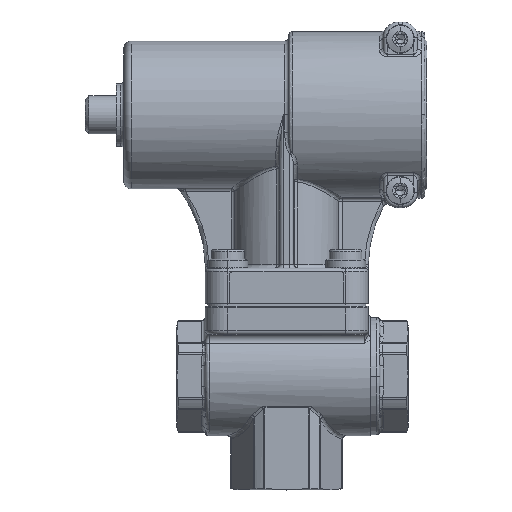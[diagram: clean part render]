
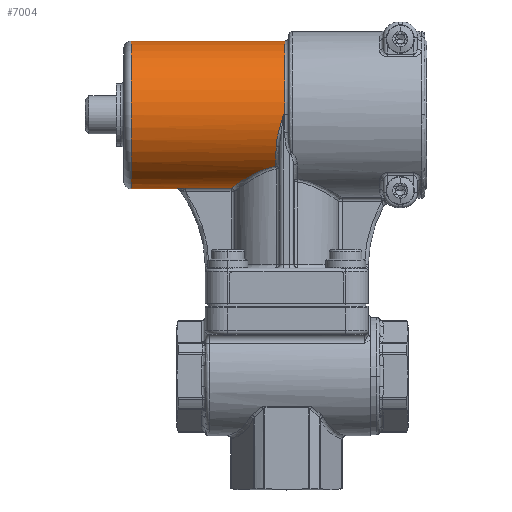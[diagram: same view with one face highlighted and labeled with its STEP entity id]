
A CAD part, top view. The second image highlights one B-rep face of the part: STEP entity #7004.
In plain terms, the highlighted cylindrical face has radius 19.5 mm (diameter 39 mm), a partial arc.
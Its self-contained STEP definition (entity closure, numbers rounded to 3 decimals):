
#1439=DIRECTION('',(0.,1.,0.));
#1440=VECTOR('',#1439,12.018);
#1441=CARTESIAN_POINT('',(-2.854,-26.715,
19.29));
#1442=LINE('',#1441,#1440);
#1464=CARTESIAN_POINT('',(-0.951,-29.022,
19.477));
#1465=CARTESIAN_POINT('',(-1.077,-29.027,
19.471));
#1466=CARTESIAN_POINT('',(-1.325,-29.006,
19.456));
#1467=CARTESIAN_POINT('',(-1.696,-28.882,
19.427));
#1468=CARTESIAN_POINT('',(-2.052,-28.655,
19.393));
#1469=CARTESIAN_POINT('',(-2.371,-28.321,
19.356));
#1470=CARTESIAN_POINT('',(-2.63,-27.885,
19.322));
#1471=CARTESIAN_POINT('',(-2.809,-27.342,
19.297));
#1472=CARTESIAN_POINT('',(-2.854,-26.933,
19.29));
#1473=CARTESIAN_POINT('',(-2.854,-26.715,
19.29));
#1773=DIRECTION('',(0.,-1.,0.));
#1774=VECTOR('',#1773,0.293);
#1775=CARTESIAN_POINT('',(-19.5,-0.5,0.));
#1776=LINE('',#1775,#1774);
#1805=CARTESIAN_POINT('',(-19.5,-0.793,0.));
#1812=CARTESIAN_POINT('',(-17.682,-2.791,
8.222));
#1813=CARTESIAN_POINT('',(-17.758,-2.788,
8.058));
#1814=CARTESIAN_POINT('',(-17.914,-2.771,
7.712));
#1815=CARTESIAN_POINT('',(-18.151,-2.713,
7.136));
#1816=CARTESIAN_POINT('',(-18.39,-2.619,
6.499));
#1817=CARTESIAN_POINT('',(-18.623,-2.486,
5.8));
#1818=CARTESIAN_POINT('',(-18.846,-2.313,
5.033));
#1819=CARTESIAN_POINT('',(-19.053,-2.094,
4.183));
#1820=CARTESIAN_POINT('',(-19.236,-1.828,
3.246));
#1821=CARTESIAN_POINT('',(-19.381,-1.518,
2.233));
#1822=CARTESIAN_POINT('',(-19.477,-1.171,
1.15));
#1823=CARTESIAN_POINT('',(-19.5,-0.921,
0.39));
#1824=CARTESIAN_POINT('',(-19.5,-0.793,0.));
#1826=CARTESIAN_POINT('',(-13.987,-2.963,
13.587));
#1827=CARTESIAN_POINT('',(-14.496,-2.94,
13.063));
#1828=CARTESIAN_POINT('',(-15.454,-2.895,
11.959));
#1829=CARTESIAN_POINT('',(-16.697,-2.837,
10.151));
#1830=CARTESIAN_POINT('',(-17.378,-2.805,
8.875));
#1831=CARTESIAN_POINT('',(-17.682,-2.791,
8.222));
#1855=CARTESIAN_POINT('',(0.,-0.5,0.));
#1856=DIRECTION('',(0.,-1.,0.));
#1857=DIRECTION('',(-1.,0.,0.));
#1858=AXIS2_PLACEMENT_3D('',#1855,#1856,#1857);
#1865=DIRECTION('',(0.,1.,0.));
#1866=VECTOR('',#1865,40.5);
#1867=CARTESIAN_POINT('',(0.,-41.,-19.5));
#1868=LINE('',#1867,#1866);
#1869=DIRECTION('',(0.,1.,0.));
#1870=VECTOR('',#1869,11.995);
#1871=CARTESIAN_POINT('',(0.,-41.,19.5));
#1872=LINE('',#1871,#1870);
#1888=CARTESIAN_POINT('',(0.,-41.,0.));
#1889=DIRECTION('',(0.,1.,0.));
#1890=DIRECTION('',(0.,0.,-1.));
#1891=AXIS2_PLACEMENT_3D('',#1888,#1889,#1890);
#2029=CARTESIAN_POINT('',(0.,-29.005,
19.5));
#2030=CARTESIAN_POINT('',(-0.159,-29.005,
19.5));
#2031=CARTESIAN_POINT('',(-0.476,-29.008,
19.496));
#2032=CARTESIAN_POINT('',(-0.793,-29.016,
19.485));
#2033=CARTESIAN_POINT('',(-0.951,-29.022,
19.477));
#2196=CARTESIAN_POINT('',(-2.854,-14.697,
19.29));
#2197=CARTESIAN_POINT('',(-3.457,-14.568,
19.201));
#2198=CARTESIAN_POINT('',(-4.661,-14.224,
18.965));
#2199=CARTESIAN_POINT('',(-6.457,-13.43,
18.432));
#2200=CARTESIAN_POINT('',(-8.169,-12.356,
17.736));
#2201=CARTESIAN_POINT('',(-9.653,-11.101,
16.966));
#2202=CARTESIAN_POINT('',(-10.848,-9.794,
16.221));
#2203=CARTESIAN_POINT('',(-11.78,-8.509,
15.551));
#2204=CARTESIAN_POINT('',(-12.498,-7.279,
14.976));
#2205=CARTESIAN_POINT('',(-13.055,-6.097,
14.49));
#2206=CARTESIAN_POINT('',(-13.475,-4.975,
14.098));
#2207=CARTESIAN_POINT('',(-13.783,-3.927,
13.796));
#2208=CARTESIAN_POINT('',(-13.927,-3.276,
13.649));
#2209=CARTESIAN_POINT('',(-13.987,-2.963,
13.587));
#3328=CARTESIAN_POINT('',(0.,-41.,19.5));
#3329=CARTESIAN_POINT('',(0.,-41.,-19.5));
#3330=VERTEX_POINT('',#3328);
#3331=VERTEX_POINT('',#3329);
#3710=CARTESIAN_POINT('',(0.,-0.5,-19.5));
#3711=VERTEX_POINT('',#3710);
#3712=CARTESIAN_POINT('',(-19.5,-0.5,0.));
#3713=VERTEX_POINT('',#3712);
#3726=VERTEX_POINT('',#1805);
#3727=VERTEX_POINT('',#1812);
#3728=VERTEX_POINT('',#1826);
#3732=VERTEX_POINT('',#2196);
#3737=CARTESIAN_POINT('',(-2.854,-26.715,
19.29));
#3738=VERTEX_POINT('',#3737);
#3740=VERTEX_POINT('',#1464);
#3742=VERTEX_POINT('',#2029);
#6980=CARTESIAN_POINT('',(0.,2.775,0.));
#6981=DIRECTION('',(0.,-1.,0.));
#6982=DIRECTION('',(0.,0.,1.));
#6983=AXIS2_PLACEMENT_3D('',#6980,#6981,#6982);
#6984=CYLINDRICAL_SURFACE('',#6983,19.5);
#6986=ORIENTED_EDGE('',*,*,#6985,.F.);
#6987=ORIENTED_EDGE('',*,*,#6851,.T.);
#6988=ORIENTED_EDGE('',*,*,#6940,.F.);
#6989=ORIENTED_EDGE('',*,*,#6970,.F.);
#6991=ORIENTED_EDGE('',*,*,#6990,.F.);
#6992=ORIENTED_EDGE('',*,*,#6304,.F.);
#6993=ORIENTED_EDGE('',*,*,#6360,.F.);
#6995=ORIENTED_EDGE('',*,*,#6994,.F.);
#6997=ORIENTED_EDGE('',*,*,#6996,.F.);
#6999=ORIENTED_EDGE('',*,*,#6998,.F.);
#7001=ORIENTED_EDGE('',*,*,#7000,.T.);
#7002=EDGE_LOOP('',(#6986,#6987,#6988,#6989,#6991,#6992,#6993,#6995,#6997,#6999,
#7001));
#7003=FACE_OUTER_BOUND('',#7002,.F.);
#7004=ADVANCED_FACE('',(#7003),#6984,.T.);
#1474=B_SPLINE_CURVE_WITH_KNOTS('',3,(#1464,#1465,#1466,#1467,#1468,#1469,#1470,
#1471,#1472,#1473),.UNSPECIFIED.,.F.,.F.,(4,1,1,1,1,1,1,4),(0.,
0.143,0.286,0.429,0.571,
0.714,0.857,1.),.UNSPECIFIED.);
#1825=B_SPLINE_CURVE_WITH_KNOTS('',3,(#1812,#1813,#1814,#1815,#1816,#1817,#1818,
#1819,#1820,#1821,#1822,#1823,#1824),.UNSPECIFIED.,.F.,.F.,(4,1,1,1,1,1,1,1,1,1,
4),(0.,0.1,0.2,0.3,0.4,0.5,0.6,0.7,0.8,0.9,1.),
.UNSPECIFIED.);
#1832=B_SPLINE_CURVE_WITH_KNOTS('',3,(#1826,#1827,#1828,#1829,#1830,#1831),
.UNSPECIFIED.,.F.,.F.,(4,1,1,4),(0.,0.333,0.667,1.),
.UNSPECIFIED.);
#1859=CIRCLE('',#1858,19.5);
#1892=CIRCLE('',#1891,19.5);
#2034=B_SPLINE_CURVE_WITH_KNOTS('',3,(#2029,#2030,#2031,#2032,#2033),
.UNSPECIFIED.,.F.,.F.,(4,1,4),(0.,0.5,1.),.UNSPECIFIED.);
#2210=B_SPLINE_CURVE_WITH_KNOTS('',3,(#2196,#2197,#2198,#2199,#2200,#2201,#2202,
#2203,#2204,#2205,#2206,#2207,#2208,#2209),.UNSPECIFIED.,.F.,.F.,(4,1,1,1,1,1,1,
1,1,1,1,4),(0.,0.091,0.182,0.273,
0.364,0.455,0.545,0.636,
0.727,0.818,0.909,1.),.UNSPECIFIED.);
#6304=EDGE_CURVE('',#3738,#3732,#1442,.T.);
#6360=EDGE_CURVE('',#3740,#3738,#1474,.T.);
#6851=EDGE_CURVE('',#3713,#3726,#1776,.T.);
#6940=EDGE_CURVE('',#3727,#3726,#1825,.T.);
#6970=EDGE_CURVE('',#3728,#3727,#1832,.T.);
#6985=EDGE_CURVE('',#3713,#3711,#1859,.T.);
#6990=EDGE_CURVE('',#3732,#3728,#2210,.T.);
#6994=EDGE_CURVE('',#3742,#3740,#2034,.T.);
#6996=EDGE_CURVE('',#3330,#3742,#1872,.T.);
#6998=EDGE_CURVE('',#3331,#3330,#1892,.T.);
#7000=EDGE_CURVE('',#3331,#3711,#1868,.T.);
